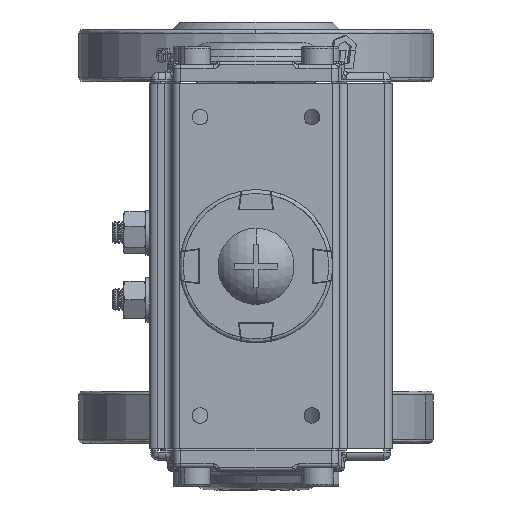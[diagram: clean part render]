
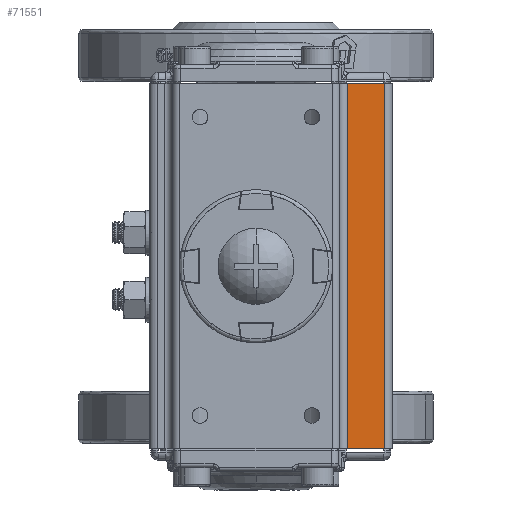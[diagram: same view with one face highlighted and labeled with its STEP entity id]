
A CAD part, left-side view. The second image highlights one B-rep face of the part: STEP entity #71551.
In plain terms, the highlighted planar face has unit normal (1, 0, 0).
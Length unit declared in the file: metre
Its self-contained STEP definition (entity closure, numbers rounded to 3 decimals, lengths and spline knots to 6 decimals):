
#742 = LINE ( 'NONE', #96412, #78266 ) ;
#4638 = ORIENTED_EDGE ( 'NONE', *, *, #8420, .T. ) ;
#8420 = EDGE_CURVE ( 'NONE', #33759, #58621, #57372, .T. ) ;
#13353 = CARTESIAN_POINT ( 'NONE',  ( -0.159689, -0.047184, 0.156 ) ) ;
#26966 = EDGE_CURVE ( 'NONE', #110844, #74433, #742, .T. ) ;
#27319 = LINE ( 'NONE', #98583, #47843 ) ;
#30495 = ORIENTED_EDGE ( 'NONE', *, *, #96521, .T. ) ;
#30802 = VECTOR ( 'NONE', #34187, 1. ) ;
#31269 = CARTESIAN_POINT ( 'NONE',  ( -0.159689, -0.045184, 0.058 ) ) ;
#33150 = ORIENTED_EDGE ( 'NONE', *, *, #26966, .T. ) ;
#33759 = VERTEX_POINT ( 'NONE', #86572 ) ;
#34187 = DIRECTION ( 'NONE',  ( 0., -1., 0. ) ) ;
#35903 = DIRECTION ( 'NONE',  ( 1., 0., 0. ) ) ;
#38284 = DIRECTION ( 'NONE',  ( 0., 0., 1. ) ) ;
#43102 = CARTESIAN_POINT ( 'NONE',  ( -0.159689, -0.045184, 0.156 ) ) ;
#43177 = ORIENTED_EDGE ( 'NONE', *, *, #61827, .T. ) ;
#44250 = DIRECTION ( 'NONE',  ( 0., 1., 0. ) ) ;
#47226 = DIRECTION ( 'NONE',  ( 0., 0., -1. ) ) ;
#47843 = VECTOR ( 'NONE', #38284, 1. ) ;
#50593 = PLANE ( 'NONE',  #85511 ) ;
#55346 = LINE ( 'NONE', #90677, #71817 ) ;
#57372 = LINE ( 'NONE', #13353, #30802 ) ;
#58621 = VERTEX_POINT ( 'NONE', #43102 ) ;
#61827 = EDGE_CURVE ( 'NONE', #58621, #110844, #55346, .T. ) ;
#61974 = CARTESIAN_POINT ( 'NONE',  ( -0.159689, -0.047184, 0.058 ) ) ;
#68592 = EDGE_LOOP ( 'NONE', ( #43177, #33150, #30495, #4638 ) ) ;
#71551 = ADVANCED_FACE ( 'NONE', ( #94025 ), #50593, .T. ) ;
#71817 = VECTOR ( 'NONE', #47226, 1. ) ;
#74433 = VERTEX_POINT ( 'NONE', #78188 ) ;
#78188 = CARTESIAN_POINT ( 'NONE',  ( -0.159689, -0.035184, 0.058 ) ) ;
#78266 = VECTOR ( 'NONE', #44250, 1. ) ;
#85511 = AXIS2_PLACEMENT_3D ( 'NONE', #61974, #35903, #93447 ) ;
#86572 = CARTESIAN_POINT ( 'NONE',  ( -0.159689, -0.035184, 0.156 ) ) ;
#90677 = CARTESIAN_POINT ( 'NONE',  ( -0.159689, -0.045184, 0.058 ) ) ;
#93447 = DIRECTION ( 'NONE',  ( 0., -1., 0. ) ) ;
#94025 = FACE_OUTER_BOUND ( 'NONE', #68592, .T. ) ;
#96412 = CARTESIAN_POINT ( 'NONE',  ( -0.159689, -0.047184, 0.058 ) ) ;
#96521 = EDGE_CURVE ( 'NONE', #74433, #33759, #27319, .T. ) ;
#98583 = CARTESIAN_POINT ( 'NONE',  ( -0.159689, -0.035184, 0.058 ) ) ;
#110844 = VERTEX_POINT ( 'NONE', #31269 ) ;
